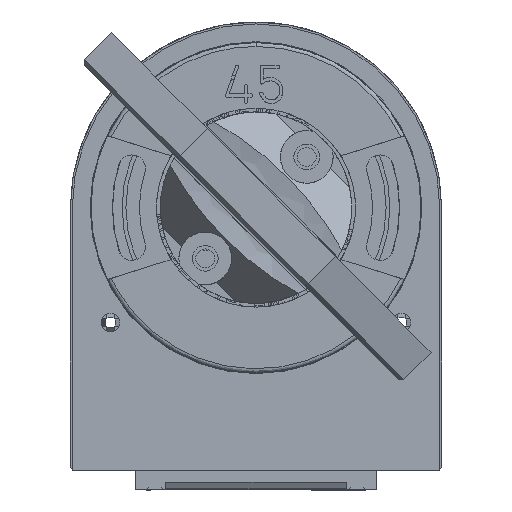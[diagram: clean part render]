
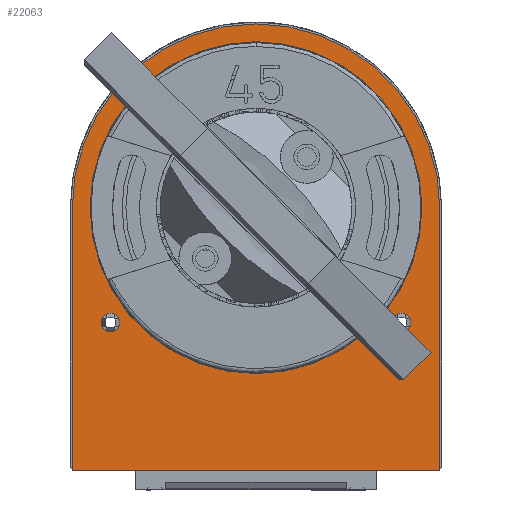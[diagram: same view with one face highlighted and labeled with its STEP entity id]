
A CAD part, front view. The second image highlights one B-rep face of the part: STEP entity #22063.
In plain terms, the highlighted planar face has unit normal (0, -1, 0).
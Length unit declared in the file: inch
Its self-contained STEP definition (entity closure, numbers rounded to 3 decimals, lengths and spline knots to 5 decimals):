
#339 = VECTOR ( 'NONE', #5192, 39.37008 ) ;
#648 = CIRCLE ( 'NONE', #26927, 0.02461 ) ;
#673 = AXIS2_PLACEMENT_3D ( 'NONE', #4910, #15753, #8893 ) ;
#724 = VERTEX_POINT ( 'NONE', #7922 ) ;
#759 = CARTESIAN_POINT ( 'NONE',  ( -0.48, -0.2194, 0. ) ) ;
#857 = CARTESIAN_POINT ( 'NONE',  ( 0., -0.2194, 0. ) ) ;
#960 = EDGE_CURVE ( 'NONE', #9914, #24359, #648, .T. ) ;
#1112 = CIRCLE ( 'NONE', #673, 0.4335 ) ;
#1679 = EDGE_CURVE ( 'NONE', #724, #9540, #13083, .T. ) ;
#1697 = EDGE_LOOP ( 'NONE', ( #21097, #6901 ) ) ;
#2086 = ORIENTED_EDGE ( 'NONE', *, *, #8007, .F. ) ;
#2627 = CARTESIAN_POINT ( 'NONE',  ( 0.38, -0.2194, -0.32461 ) ) ;
#3158 = EDGE_CURVE ( 'NONE', #24359, #9914, #16543, .T. ) ;
#3562 = ORIENTED_EDGE ( 'NONE', *, *, #960, .F. ) ;
#4340 = AXIS2_PLACEMENT_3D ( 'NONE', #13846, #18580, #5329 ) ;
#4744 = CARTESIAN_POINT ( 'NONE',  ( 0.4335, -0.2194, 0. ) ) ;
#4910 = CARTESIAN_POINT ( 'NONE',  ( 0., -0.2194, 0. ) ) ;
#5192 = DIRECTION ( 'NONE',  ( 0., 0., 1. ) ) ;
#5329 = DIRECTION ( 'NONE',  ( 1., 0., 0. ) ) ;
#5539 = AXIS2_PLACEMENT_3D ( 'NONE', #5846, #21011, #8083 ) ;
#5705 = CARTESIAN_POINT ( 'NONE',  ( -0.48, -0.2194, -0.68765 ) ) ;
#5812 = ORIENTED_EDGE ( 'NONE', *, *, #9549, .F. ) ;
#5846 = CARTESIAN_POINT ( 'NONE',  ( 0., -0.2194, 0. ) ) ;
#6213 = DIRECTION ( 'NONE',  ( 0., -1., 0. ) ) ;
#6800 = CARTESIAN_POINT ( 'NONE',  ( -0.48, -0.2194, 0. ) ) ;
#6901 = ORIENTED_EDGE ( 'NONE', *, *, #23402, .F. ) ;
#7083 = EDGE_CURVE ( 'NONE', #25346, #27309, #12432, .T. ) ;
#7086 = EDGE_CURVE ( 'NONE', #19095, #11887, #10734, .T. ) ;
#7776 = DIRECTION ( 'NONE',  ( 0., 0., 1. ) ) ;
#7922 = CARTESIAN_POINT ( 'NONE',  ( -0.38, -0.2194, -0.32461 ) ) ;
#8007 = EDGE_CURVE ( 'NONE', #23871, #17177, #11365, .T. ) ;
#8022 = ORIENTED_EDGE ( 'NONE', *, *, #3158, .F. ) ;
#8083 = DIRECTION ( 'NONE',  ( 0., 0., -1. ) ) ;
#8453 = EDGE_CURVE ( 'NONE', #9540, #724, #25151, .T. ) ;
#8475 = CARTESIAN_POINT ( 'NONE',  ( 0.38, -0.2194, -0.3 ) ) ;
#8893 = DIRECTION ( 'NONE',  ( -1., 0., 0. ) ) ;
#8930 = EDGE_LOOP ( 'NONE', ( #14961, #20561, #2086, #5812 ) ) ;
#9540 = VERTEX_POINT ( 'NONE', #26826 ) ;
#9549 = EDGE_CURVE ( 'NONE', #11887, #23871, #25455, .T. ) ;
#9914 = VERTEX_POINT ( 'NONE', #23184 ) ;
#10734 = LINE ( 'NONE', #759, #339 ) ;
#10946 = ORIENTED_EDGE ( 'NONE', *, *, #1679, .F. ) ;
#11365 = LINE ( 'NONE', #13850, #13437 ) ;
#11651 = ORIENTED_EDGE ( 'NONE', *, *, #8453, .F. ) ;
#11887 = VERTEX_POINT ( 'NONE', #6800 ) ;
#11918 = FACE_BOUND ( 'NONE', #22050, .T. ) ;
#12432 = CIRCLE ( 'NONE', #21792, 0.4335 ) ;
#13002 = DIRECTION ( 'NONE',  ( 0., -1., 0. ) ) ;
#13083 = CIRCLE ( 'NONE', #24716, 0.02461 ) ;
#13126 = CARTESIAN_POINT ( 'NONE',  ( 0.48, -0.2194, -0.68765 ) ) ;
#13437 = VECTOR ( 'NONE', #14225, 39.37008 ) ;
#13846 = CARTESIAN_POINT ( 'NONE',  ( 0., -0.2194, 0. ) ) ;
#13850 = CARTESIAN_POINT ( 'NONE',  ( 0.48, -0.2194, 0. ) ) ;
#14194 = DIRECTION ( 'NONE',  ( 0., -1., 0. ) ) ;
#14225 = DIRECTION ( 'NONE',  ( 0., 0., -1. ) ) ;
#14961 = ORIENTED_EDGE ( 'NONE', *, *, #7086, .F. ) ;
#15323 = AXIS2_PLACEMENT_3D ( 'NONE', #23213, #23310, #7776 ) ;
#15753 = DIRECTION ( 'NONE',  ( 0., -1., 0. ) ) ;
#15973 = EDGE_CURVE ( 'NONE', #17177, #19095, #20443, .T. ) ;
#16144 = DIRECTION ( 'NONE',  ( -1., 0., 0. ) ) ;
#16206 = CARTESIAN_POINT ( 'NONE',  ( 0.48, -0.2194, 0. ) ) ;
#16328 = DIRECTION ( 'NONE',  ( 0., -1., 0. ) ) ;
#16543 = CIRCLE ( 'NONE', #23767, 0.02461 ) ;
#16891 = EDGE_LOOP ( 'NONE', ( #3562, #8022 ) ) ;
#17177 = VERTEX_POINT ( 'NONE', #13126 ) ;
#17427 = CARTESIAN_POINT ( 'NONE',  ( -0.38, -0.2194, -0.3 ) ) ;
#17797 = FACE_BOUND ( 'NONE', #1697, .T. ) ;
#18107 = DIRECTION ( 'NONE',  ( -1., 0., 0. ) ) ;
#18580 = DIRECTION ( 'NONE',  ( 0., 1., 0. ) ) ;
#19095 = VERTEX_POINT ( 'NONE', #5705 ) ;
#20443 = LINE ( 'NONE', #26803, #24921 ) ;
#20561 = ORIENTED_EDGE ( 'NONE', *, *, #15973, .F. ) ;
#20769 = CARTESIAN_POINT ( 'NONE',  ( 0.38, -0.2194, -0.3 ) ) ;
#21011 = DIRECTION ( 'NONE',  ( 0., 1., 0. ) ) ;
#21053 = DIRECTION ( 'NONE',  ( 0., 0., 1. ) ) ;
#21097 = ORIENTED_EDGE ( 'NONE', *, *, #7083, .F. ) ;
#21792 = AXIS2_PLACEMENT_3D ( 'NONE', #857, #16328, #16144 ) ;
#22050 = EDGE_LOOP ( 'NONE', ( #11651, #10946 ) ) ;
#22063 = ADVANCED_FACE ( 'NONE', ( #27125, #17797, #22278, #11918 ), #27366, .F. ) ;
#22278 = FACE_BOUND ( 'NONE', #16891, .T. ) ;
#22938 = CARTESIAN_POINT ( 'NONE',  ( -0.4335, -0.2194, 0. ) ) ;
#23184 = CARTESIAN_POINT ( 'NONE',  ( 0.38, -0.2194, -0.27539 ) ) ;
#23213 = CARTESIAN_POINT ( 'NONE',  ( -0.38, -0.2194, -0.3 ) ) ;
#23310 = DIRECTION ( 'NONE',  ( 0., -1., 0. ) ) ;
#23402 = EDGE_CURVE ( 'NONE', #27309, #25346, #1112, .T. ) ;
#23617 = DIRECTION ( 'NONE',  ( 0., 0., 1. ) ) ;
#23767 = AXIS2_PLACEMENT_3D ( 'NONE', #8475, #13002, #23617 ) ;
#23788 = DIRECTION ( 'NONE',  ( 0., 0., 1. ) ) ;
#23871 = VERTEX_POINT ( 'NONE', #16206 ) ;
#24359 = VERTEX_POINT ( 'NONE', #2627 ) ;
#24716 = AXIS2_PLACEMENT_3D ( 'NONE', #17427, #6213, #23788 ) ;
#24921 = VECTOR ( 'NONE', #18107, 39.37008 ) ;
#25151 = CIRCLE ( 'NONE', #15323, 0.02461 ) ;
#25346 = VERTEX_POINT ( 'NONE', #22938 ) ;
#25455 = CIRCLE ( 'NONE', #5539, 0.48 ) ;
#26803 = CARTESIAN_POINT ( 'NONE',  ( 0., -0.2194, -0.68765 ) ) ;
#26826 = CARTESIAN_POINT ( 'NONE',  ( -0.38, -0.2194, -0.27539 ) ) ;
#26927 = AXIS2_PLACEMENT_3D ( 'NONE', #20769, #14194, #21053 ) ;
#27125 = FACE_OUTER_BOUND ( 'NONE', #8930, .T. ) ;
#27309 = VERTEX_POINT ( 'NONE', #4744 ) ;
#27366 = PLANE ( 'NONE',  #4340 ) ;
